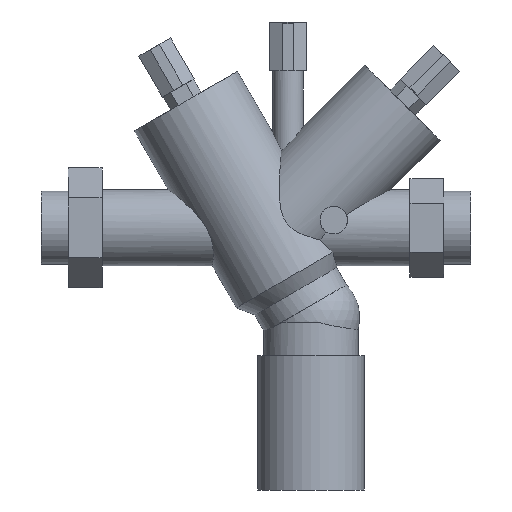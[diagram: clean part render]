
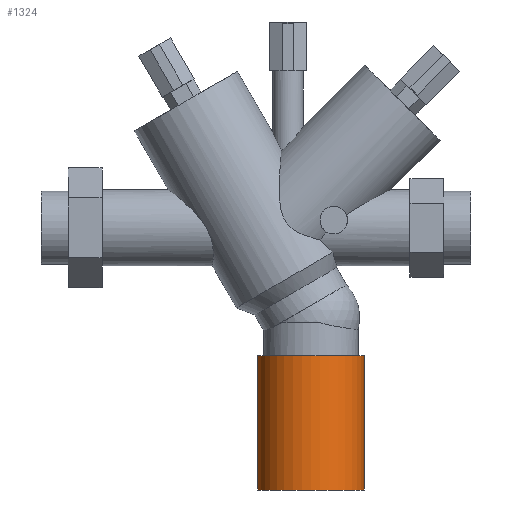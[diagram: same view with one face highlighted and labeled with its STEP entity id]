
A CAD part, front view. The second image highlights one B-rep face of the part: STEP entity #1324.
In plain terms, the highlighted cylindrical face has radius 35 mm (diameter 70 mm), a partial arc.
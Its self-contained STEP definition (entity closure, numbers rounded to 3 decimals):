
#706=VERTEX_POINT('',#1913);
#880=EDGE_CURVE('',#1276,#932,#2105,.T.);
#890=EDGE_CURVE('',#1276,#706,#2116,.T.);
#912=EDGE_CURVE('',#1086,#932,#2140,.T.);
#932=VERTEX_POINT('',#2161);
#1086=VERTEX_POINT('',#2328);
#1122=EDGE_CURVE('',#1086,#706,#2368,.T.);
#1276=VERTEX_POINT('',#2540);
#1324=ADVANCED_FACE('',(#2592),#2593,.T.);
#1913=CARTESIAN_POINT('',(50.0,0.,-84.0));
#2105=LINE('',#5555,#5556);
#2116=CIRCLE('',#5572,35.0);
#2140=CIRCLE('',#5610,35.0);
#2161=CARTESIAN_POINT('',(-20.0,0.0,-172.0));
#2328=CARTESIAN_POINT('',(50.0,0.,-172.0));
#2368=LINE('',#6092,#6093);
#2540=CARTESIAN_POINT('',(-20.0,0.0,-84.0));
#2592=FACE_OUTER_BOUND('',#6583,.T.);
#2593=CYLINDRICAL_SURFACE('',#6584,35.0);
#5555=CARTESIAN_POINT('',(-20.0,0.,-128.0));
#5556=VECTOR('',#10064,1.0);
#5572=AXIS2_PLACEMENT_3D('',#10076,#10077,#10078);
#5610=AXIS2_PLACEMENT_3D('',#10100,#10101,#10102);
#6092=CARTESIAN_POINT('',(50.0,0.,-128.0));
#6093=VECTOR('',#10319,1.0);
#6583=EDGE_LOOP('',(#10557,#10558,#10559,#10560));
#6584=AXIS2_PLACEMENT_3D('',#10561,#10562,#10563);
#10064=DIRECTION('',(0.0,0.0,-1.0));
#10076=CARTESIAN_POINT('',(15.0,0.0,-84.0));
#10077=DIRECTION('',(0.0,0.0,1.0));
#10078=DIRECTION('',(-1.0,0.0,0.0));
#10100=CARTESIAN_POINT('',(15.0,0.0,-172.0));
#10101=DIRECTION('',(0.0,0.0,-1.0));
#10102=DIRECTION('',(-1.0,0.0,0.0));
#10319=DIRECTION('',(0.0,0.0,1.0));
#10557=ORIENTED_EDGE('',*,*,#880,.T.);
#10558=ORIENTED_EDGE('',*,*,#912,.F.);
#10559=ORIENTED_EDGE('',*,*,#1122,.T.);
#10560=ORIENTED_EDGE('',*,*,#890,.F.);
#10561=CARTESIAN_POINT('',(15.0,0.0,-128.0));
#10562=DIRECTION('',(0.0,0.0,1.0));
#10563=DIRECTION('',(-1.0,0.0,0.0));
